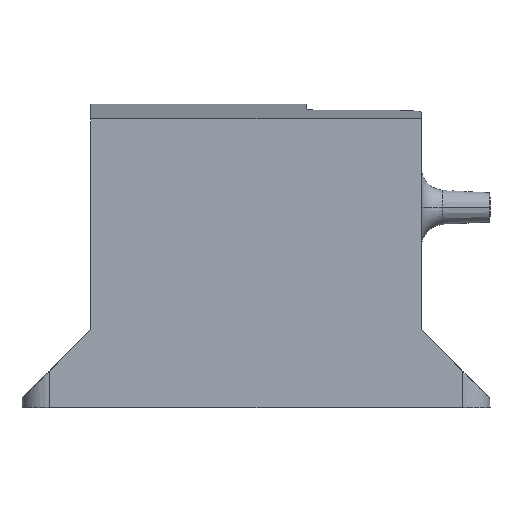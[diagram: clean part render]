
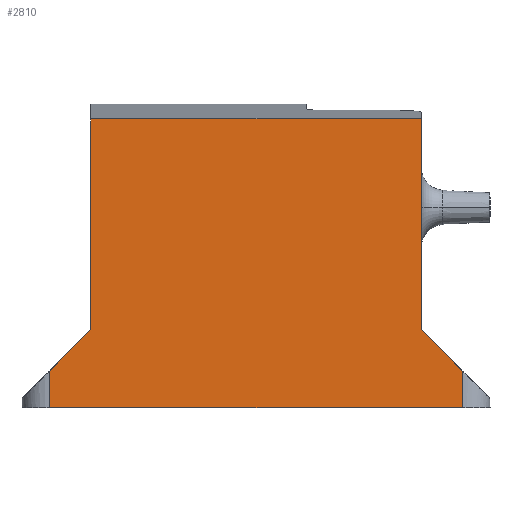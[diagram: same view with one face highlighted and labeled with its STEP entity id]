
A CAD part, left-side view. The second image highlights one B-rep face of the part: STEP entity #2810.
In plain terms, the highlighted planar face has unit normal (-1, 0, 0).
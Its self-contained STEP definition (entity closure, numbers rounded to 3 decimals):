
#29 = DIRECTION ( 'NONE',  ( 0., 0., -1. ) ) ;
#167 = VECTOR ( 'NONE', #3612, 1000. ) ;
#232 = LINE ( 'NONE', #4099, #1548 ) ;
#258 = VECTOR ( 'NONE', #3019, 1000. ) ;
#371 = VECTOR ( 'NONE', #808, 1000. ) ;
#416 = CARTESIAN_POINT ( 'NONE',  ( -101., -1., 2. ) ) ;
#451 = CARTESIAN_POINT ( 'NONE',  ( -101., 86., 60. ) ) ;
#458 = CARTESIAN_POINT ( 'NONE',  ( -101., 95., 60. ) ) ;
#479 = CARTESIAN_POINT ( 'NONE',  ( -101., 14., 62.937 ) ) ;
#509 = AXIS2_PLACEMENT_3D ( 'NONE', #3486, #2852, #1139 ) ;
#709 = VECTOR ( 'NONE', #1530, 1000. ) ;
#738 = LINE ( 'NONE', #416, #258 ) ;
#774 = LINE ( 'NONE', #451, #167 ) ;
#778 = LINE ( 'NONE', #3638, #821 ) ;
#801 = VERTEX_POINT ( 'NONE', #2804 ) ;
#808 = DIRECTION ( 'NONE',  ( 0., -0.707, 0.707 ) ) ;
#820 = CARTESIAN_POINT ( 'NONE',  ( -101., 95., 8. ) ) ;
#821 = VECTOR ( 'NONE', #2046, 1000. ) ;
#825 = VERTEX_POINT ( 'NONE', #2078 ) ;
#844 = ORIENTED_EDGE ( 'NONE', *, *, #1250, .F. ) ;
#927 = ORIENTED_EDGE ( 'NONE', *, *, #2545, .F. ) ;
#975 = VERTEX_POINT ( 'NONE', #820 ) ;
#988 = EDGE_CURVE ( 'NONE', #3774, #3319, #2630, .T. ) ;
#1071 = CARTESIAN_POINT ( 'NONE',  ( -101., 5., 60. ) ) ;
#1096 = ORIENTED_EDGE ( 'NONE', *, *, #1474, .T. ) ;
#1139 = DIRECTION ( 'NONE',  ( 0., 0., -1. ) ) ;
#1225 = FACE_OUTER_BOUND ( 'NONE', #3090, .T. ) ;
#1250 = EDGE_CURVE ( 'NONE', #975, #1526, #4020, .T. ) ;
#1383 = ORIENTED_EDGE ( 'NONE', *, *, #2122, .F. ) ;
#1474 = EDGE_CURVE ( 'NONE', #975, #4129, #1736, .T. ) ;
#1526 = VERTEX_POINT ( 'NONE', #2920 ) ;
#1530 = DIRECTION ( 'NONE',  ( 0., 0., -1. ) ) ;
#1548 = VECTOR ( 'NONE', #1884, 1000. ) ;
#1736 = LINE ( 'NONE', #458, #2837 ) ;
#1884 = DIRECTION ( 'NONE',  ( 0., -1., 0. ) ) ;
#1978 = EDGE_CURVE ( 'NONE', #4129, #3319, #778, .T. ) ;
#2046 = DIRECTION ( 'NONE',  ( 0., -1., 0. ) ) ;
#2078 = CARTESIAN_POINT ( 'NONE',  ( -101., 86., 62.937 ) ) ;
#2122 = EDGE_CURVE ( 'NONE', #801, #3774, #738, .T. ) ;
#2178 = ORIENTED_EDGE ( 'NONE', *, *, #3915, .F. ) ;
#2338 = CARTESIAN_POINT ( 'NONE',  ( -101., 5., 0. ) ) ;
#2393 = EDGE_CURVE ( 'NONE', #1526, #825, #774, .T. ) ;
#2410 = ORIENTED_EDGE ( 'NONE', *, *, #2393, .F. ) ;
#2470 = LINE ( 'NONE', #3415, #709 ) ;
#2545 = EDGE_CURVE ( 'NONE', #3167, #801, #2470, .T. ) ;
#2630 = LINE ( 'NONE', #1071, #3724 ) ;
#2720 = CARTESIAN_POINT ( 'NONE',  ( -101., 95., 0. ) ) ;
#2804 = CARTESIAN_POINT ( 'NONE',  ( -101., 14., 17. ) ) ;
#2810 = ADVANCED_FACE ( 'NONE', ( #1225 ), #2830, .F. ) ;
#2830 = PLANE ( 'NONE',  #509 ) ;
#2837 = VECTOR ( 'NONE', #29, 1000. ) ;
#2852 = DIRECTION ( 'NONE',  ( 1., 0., 0. ) ) ;
#2920 = CARTESIAN_POINT ( 'NONE',  ( -101., 86., 17. ) ) ;
#3019 = DIRECTION ( 'NONE',  ( 0., -0.707, -0.707 ) ) ;
#3090 = EDGE_LOOP ( 'NONE', ( #2410, #844, #1096, #4088, #3939, #1383, #927, #2178 ) ) ;
#3167 = VERTEX_POINT ( 'NONE', #479 ) ;
#3319 = VERTEX_POINT ( 'NONE', #2338 ) ;
#3415 = CARTESIAN_POINT ( 'NONE',  ( -101., 14., 60. ) ) ;
#3486 = CARTESIAN_POINT ( 'NONE',  ( -101., 0., 60. ) ) ;
#3612 = DIRECTION ( 'NONE',  ( 0., 0., 1. ) ) ;
#3638 = CARTESIAN_POINT ( 'NONE',  ( -101., 0., 0. ) ) ;
#3724 = VECTOR ( 'NONE', #3956, 1000. ) ;
#3774 = VERTEX_POINT ( 'NONE', #3830 ) ;
#3830 = CARTESIAN_POINT ( 'NONE',  ( -101., 5., 8. ) ) ;
#3915 = EDGE_CURVE ( 'NONE', #825, #3167, #232, .T. ) ;
#3939 = ORIENTED_EDGE ( 'NONE', *, *, #988, .F. ) ;
#3956 = DIRECTION ( 'NONE',  ( 0., 0., -1. ) ) ;
#4020 = LINE ( 'NONE', #4055, #371 ) ;
#4055 = CARTESIAN_POINT ( 'NONE',  ( -101., 101., 2. ) ) ;
#4088 = ORIENTED_EDGE ( 'NONE', *, *, #1978, .T. ) ;
#4099 = CARTESIAN_POINT ( 'NONE',  ( -101., 187.185, 62.937 ) ) ;
#4129 = VERTEX_POINT ( 'NONE', #2720 ) ;
